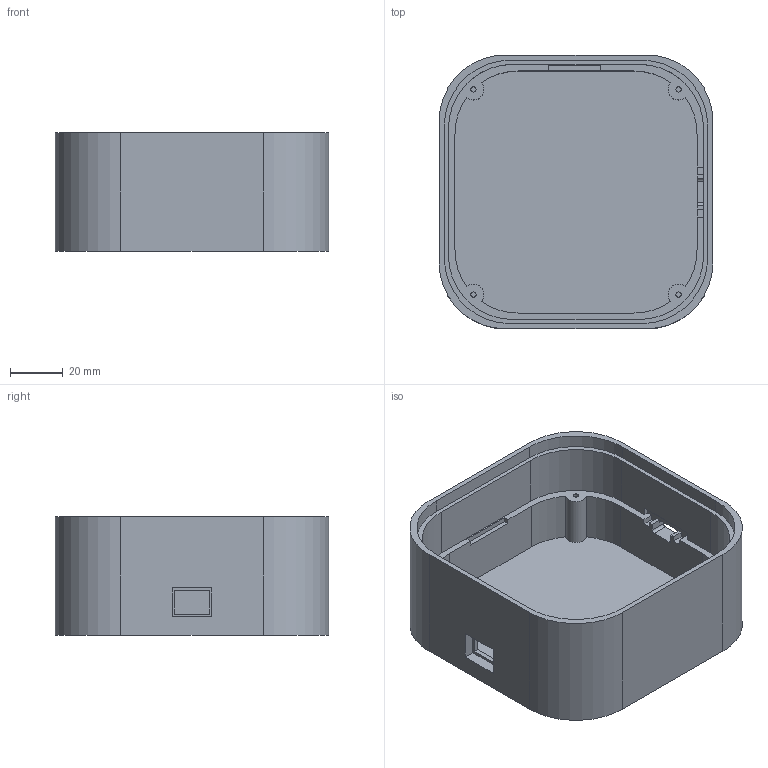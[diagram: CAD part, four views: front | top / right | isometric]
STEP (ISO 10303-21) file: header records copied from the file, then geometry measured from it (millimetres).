
FILE_DESCRIPTION(/* description */ (''),/* implementation_level */ '2;1');
FILE_NAME(/* name */ 'hackmelamp_case.step',/* time_stamp */ '2021-04-21T20:21:47+02:00',/* author */ (''),/* organization */ (''),/* preprocessor_version */ 'ST-DEVELOPER v18.1',/* originating_system */ 'Autodesk Translation Framework v10.6.0.1341',/* authorisation */ '');
FILE_SCHEMA (('AUTOMOTIVE_DESIGN { 1 0 10303 214 3 1 1 }'));
Length unit declared in the file: millimetre
Products named in the file (1): case
Bounding box: 104 x 104 x 45 mm (x, y, z)
Volume: 95233.4 mm3; surface area: 52493.8 mm2
Topology: 1 solids, 1 shells, 86 faces, 234 edges, 156 vertices
Faces by surface type: plane 54, cylinder 32
Full cylindrical faces by diameter (mm): 2 x4
Entity records: 2770 total; most frequent: CARTESIAN_POINT 477, DIRECTION 472, ORIENTED_EDGE 468, EDGE_CURVE 234, LINE 170, VECTOR 170, VERTEX_POINT 156, AXIS2_PLACEMENT_3D 151
